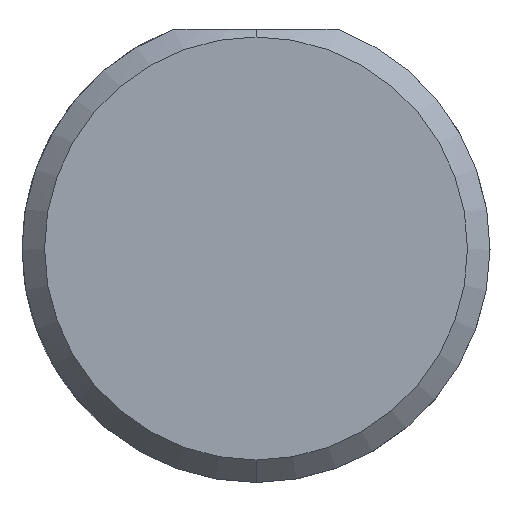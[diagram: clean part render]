
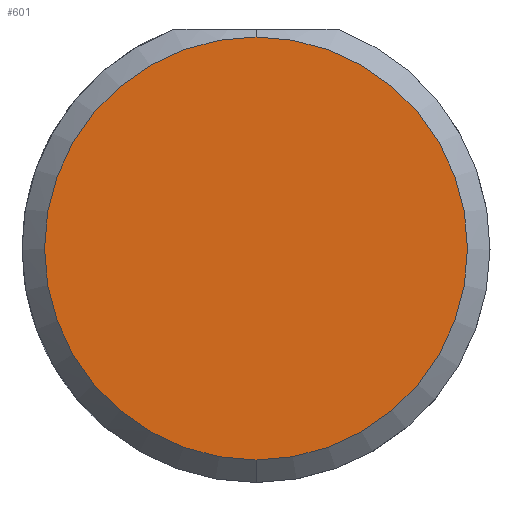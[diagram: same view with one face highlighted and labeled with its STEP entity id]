
A CAD part, left-side view. The second image highlights one B-rep face of the part: STEP entity #601.
In plain terms, the highlighted planar face has unit normal (-1, 0, 0).
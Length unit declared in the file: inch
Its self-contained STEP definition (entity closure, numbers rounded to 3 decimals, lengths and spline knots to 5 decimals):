
#20 = EDGE_CURVE ( 'NONE', #84, #40, #545, .T. ) ;
#28 = CARTESIAN_POINT ( 'NONE',  ( 0., 0., 0.1411 ) ) ;
#40 = VERTEX_POINT ( 'NONE', #28 ) ;
#67 = AXIS2_PLACEMENT_3D ( 'NONE', #217, #696, #597 ) ;
#84 = VERTEX_POINT ( 'NONE', #228 ) ;
#97 = EDGE_CURVE ( 'NONE', #40, #84, #566, .T. ) ;
#122 = CARTESIAN_POINT ( 'NONE',  ( 0., 0., 0. ) ) ;
#129 = DIRECTION ( 'NONE',  ( 0., 0., 1. ) ) ;
#178 = DIRECTION ( 'NONE',  ( -1., 0., 0. ) ) ;
#205 = ORIENTED_EDGE ( 'NONE', *, *, #97, .T. ) ;
#217 = CARTESIAN_POINT ( 'NONE',  ( 0., 0., 0. ) ) ;
#218 = ORIENTED_EDGE ( 'NONE', *, *, #20, .T. ) ;
#228 = CARTESIAN_POINT ( 'NONE',  ( 0., 0., -0.1411 ) ) ;
#236 = DIRECTION ( 'NONE',  ( 0., 0., 1. ) ) ;
#379 = FACE_OUTER_BOUND ( 'NONE', #691, .T. ) ;
#402 = CARTESIAN_POINT ( 'NONE',  ( 0., 0., 0. ) ) ;
#405 = AXIS2_PLACEMENT_3D ( 'NONE', #402, #178, #236 ) ;
#412 = DIRECTION ( 'NONE',  ( -1., 0., 0. ) ) ;
#424 = AXIS2_PLACEMENT_3D ( 'NONE', #122, #412, #129 ) ;
#433 = PLANE ( 'NONE',  #67 ) ;
#545 = CIRCLE ( 'NONE', #424, 0.1411 ) ;
#566 = CIRCLE ( 'NONE', #405, 0.1411 ) ;
#597 = DIRECTION ( 'NONE',  ( 0., 0., -1. ) ) ;
#601 = ADVANCED_FACE ( 'NONE', ( #379 ), #433, .F. ) ;
#691 = EDGE_LOOP ( 'NONE', ( #218, #205 ) ) ;
#696 = DIRECTION ( 'NONE',  ( 1., 0., 0. ) ) ;
